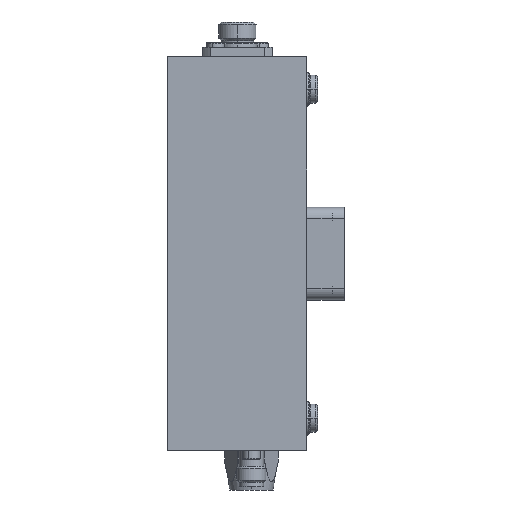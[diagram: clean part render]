
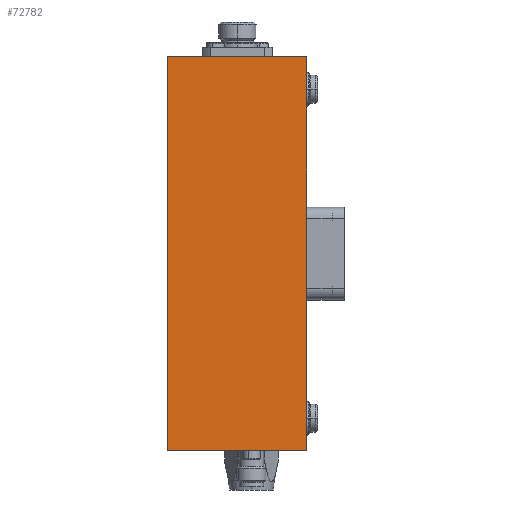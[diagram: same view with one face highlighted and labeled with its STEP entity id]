
A CAD part, left-side view. The second image highlights one B-rep face of the part: STEP entity #72782.
In plain terms, the highlighted planar face has unit normal (-1, 0, 0).
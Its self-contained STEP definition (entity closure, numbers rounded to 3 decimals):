
#72400 = VERTEX_POINT ( 'NONE', #98468 ) ;
#72410 = VERTEX_POINT ( 'NONE', #98457 ) ;
#72444 = EDGE_CURVE ( 'NONE', #72410, #72400, #98682, .T. ) ;
#72707 = EDGE_LOOP ( 'NONE', ( #72746, #72779, #72795, #72743 ) ) ;
#72740 = VERTEX_POINT ( 'NONE', #101179 ) ;
#72743 = ORIENTED_EDGE ( 'NONE', *, *, #72444, .T. ) ;
#72746 = ORIENTED_EDGE ( 'NONE', *, *, #72778, .T. ) ;
#72757 = VERTEX_POINT ( 'NONE', #101328 ) ;
#72776 = EDGE_CURVE ( 'NONE', #72757, #72740, #101404, .T. ) ;
#72778 = EDGE_CURVE ( 'NONE', #72400, #72740, #101413, .T. ) ;
#72779 = ORIENTED_EDGE ( 'NONE', *, *, #72776, .F. ) ;
#72782 = ADVANCED_FACE ( 'NONE', ( #101414 ), #101374, .F. ) ;
#72789 = EDGE_CURVE ( 'NONE', #72410, #72757, #101368, .T. ) ;
#72795 = ORIENTED_EDGE ( 'NONE', *, *, #72789, .F. ) ;
#98457 = CARTESIAN_POINT ( 'NONE',  ( -40., 30., -42.5 ) ) ;
#98468 = CARTESIAN_POINT ( 'NONE',  ( -40., 0., -42.5 ) ) ;
#98682 = LINE ( 'NONE', #98812, #98810 ) ;
#98809 = DIRECTION ( 'NONE',  ( 0., -1., 0. ) ) ;
#98810 = VECTOR ( 'NONE', #98809, 1000. ) ;
#98812 = CARTESIAN_POINT ( 'NONE',  ( -40., 30., -42.5 ) ) ;
#101179 = CARTESIAN_POINT ( 'NONE',  ( -40., 0., 42.5 ) ) ;
#101328 = CARTESIAN_POINT ( 'NONE',  ( -40., 30., 42.5 ) ) ;
#101368 = LINE ( 'NONE', #101656, #101655 ) ;
#101374 = PLANE ( 'NONE',  #101506 ) ;
#101375 = DIRECTION ( 'NONE',  ( 0., -1., 0. ) ) ;
#101377 = VECTOR ( 'NONE', #101375, 1000. ) ;
#101403 = CARTESIAN_POINT ( 'NONE',  ( -40., 30., 42.5 ) ) ;
#101404 = LINE ( 'NONE', #101403, #101377 ) ;
#101413 = LINE ( 'NONE', #101514, #101512 ) ;
#101414 = FACE_OUTER_BOUND ( 'NONE', #72707, .T. ) ;
#101434 = CARTESIAN_POINT ( 'NONE',  ( -40., 30., -42.5 ) ) ;
#101506 = AXIS2_PLACEMENT_3D ( 'NONE', #101434, #101567, #101565 ) ;
#101511 = DIRECTION ( 'NONE',  ( 0., 0., 1. ) ) ;
#101512 = VECTOR ( 'NONE', #101511, 1000. ) ;
#101514 = CARTESIAN_POINT ( 'NONE',  ( -40., 0., -42.5 ) ) ;
#101565 = DIRECTION ( 'NONE',  ( 0., 0., -1. ) ) ;
#101567 = DIRECTION ( 'NONE',  ( 1., 0., 0. ) ) ;
#101653 = DIRECTION ( 'NONE',  ( 0., 0., 1. ) ) ;
#101655 = VECTOR ( 'NONE', #101653, 1000. ) ;
#101656 = CARTESIAN_POINT ( 'NONE',  ( -40., 30., -42.5 ) ) ;
